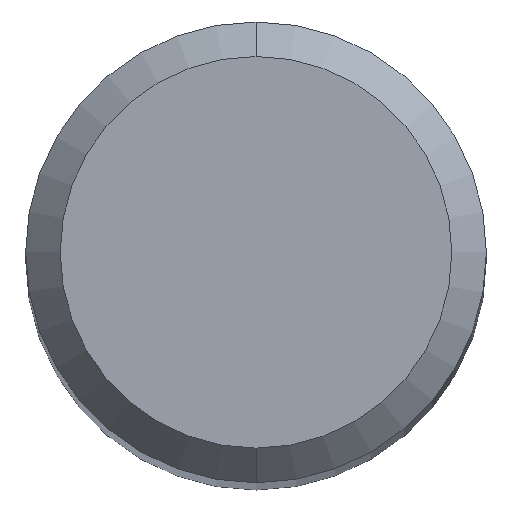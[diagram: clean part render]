
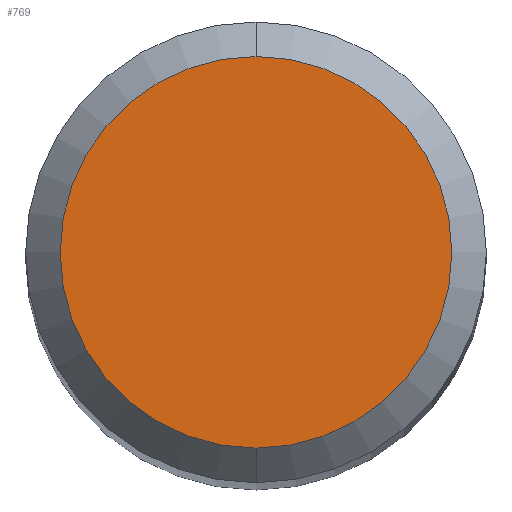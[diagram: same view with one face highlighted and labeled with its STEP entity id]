
A CAD part, top view. The second image highlights one B-rep face of the part: STEP entity #769.
In plain terms, the highlighted planar face has unit normal (0, 0, 1).
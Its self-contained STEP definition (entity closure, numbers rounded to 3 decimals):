
#515=VERTEX_POINT('',#1350);
#521=EDGE_CURVE('',#523,#515,#1356,.T.);
#523=VERTEX_POINT('',#1358);
#695=EDGE_CURVE('',#515,#523,#1546,.T.);
#769=ADVANCED_FACE('',(#1627),#1628,.T.);
#1350=CARTESIAN_POINT('',(0.0,1.7,0.0));
#1356=CIRCLE('',#2736,1.7);
#1358=CARTESIAN_POINT('',(0.,-1.7,0.0));
#1546=CIRCLE('',#3571,1.7);
#1627=FACE_OUTER_BOUND('',#3830,.T.);
#1628=PLANE('',#3831);
#2736=AXIS2_PLACEMENT_3D('',#5790,#5791,#5792);
#3571=AXIS2_PLACEMENT_3D('',#5995,#5996,#5997);
#3830=EDGE_LOOP('',(#6085,#6086));
#3831=AXIS2_PLACEMENT_3D('',#6087,#6088,#6089);
#5790=CARTESIAN_POINT('',(0.0,0.0,0.0));
#5791=DIRECTION('',(0.0,0.0,-1.0));
#5792=DIRECTION('',(0.0,1.0,0.0));
#5995=CARTESIAN_POINT('',(0.0,0.0,0.0));
#5996=DIRECTION('',(0.0,0.0,-1.0));
#5997=DIRECTION('',(0.0,1.0,0.0));
#6085=ORIENTED_EDGE('',*,*,#695,.F.);
#6086=ORIENTED_EDGE('',*,*,#521,.F.);
#6087=CARTESIAN_POINT('',(0.0,0.85,0.0));
#6088=DIRECTION('',(-0.0,0.0,1.0));
#6089=DIRECTION('',(0.0,-1.0,0.0));
